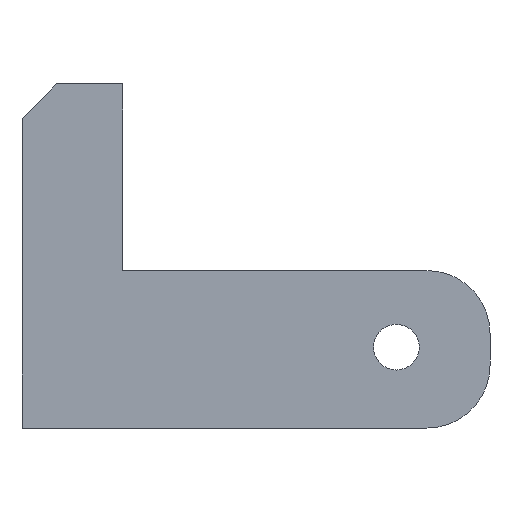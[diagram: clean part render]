
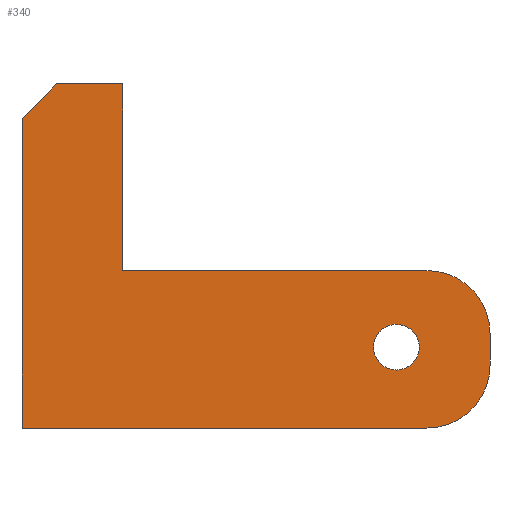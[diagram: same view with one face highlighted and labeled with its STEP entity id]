
A CAD part, left-side view. The second image highlights one B-rep face of the part: STEP entity #340.
In plain terms, the highlighted planar face has unit normal (-1, 0, 0).
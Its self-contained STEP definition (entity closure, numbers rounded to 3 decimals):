
#98=CARTESIAN_POINT('',(-2.4,686.,-83.901));
#99=VERTEX_POINT('',#98);
#106=CARTESIAN_POINT('',(-2.4,711.709,-83.901));
#107=VERTEX_POINT('',#106);
#108=CARTESIAN_POINT('',(-2.4,711.709,-83.901));
#109=DIRECTION('',(0.,-1.,0.));
#110=VECTOR('',#109,25.709);
#111=LINE('',#108,#110);
#112=EDGE_CURVE('',#107,#99,#111,.T.);
#138=CARTESIAN_POINT('',(-2.4,682.,-77.901));
#139=VERTEX_POINT('',#138);
#146=CARTESIAN_POINT('',(-2.4,682.,-79.901));
#147=VERTEX_POINT('',#146);
#148=CARTESIAN_POINT('',(-2.4,682.,-79.901));
#149=DIRECTION('',(0.,0.,1.));
#150=VECTOR('',#149,2.);
#151=LINE('',#148,#150);
#152=EDGE_CURVE('',#147,#139,#151,.T.);
#168=CARTESIAN_POINT('',(-2.4,686.,-73.901));
#169=VERTEX_POINT('',#168);
#170=CARTESIAN_POINT('',(-2.4,705.3,-73.901));
#171=VERTEX_POINT('',#170);
#172=CARTESIAN_POINT('',(-2.4,686.,-73.901));
#173=DIRECTION('',(-0.,1.,-0.));
#174=VECTOR('',#173,19.3);
#175=LINE('',#172,#174);
#176=EDGE_CURVE('',#169,#171,#175,.T.);
#217=CARTESIAN_POINT('',(-2.4,705.3,-62.052));
#218=VERTEX_POINT('',#217);
#225=CARTESIAN_POINT('',(-2.4,705.3,-73.901));
#226=DIRECTION('',(0.,0.,1.));
#227=VECTOR('',#226,11.849);
#228=LINE('',#225,#227);
#229=EDGE_CURVE('',#171,#218,#228,.T.);
#247=CARTESIAN_POINT('',(-2.4,709.509,-62.052));
#248=VERTEX_POINT('',#247);
#255=CARTESIAN_POINT('',(-2.4,705.3,-62.052));
#256=DIRECTION('',(-0.,1.,-0.));
#257=VECTOR('',#256,4.209);
#258=LINE('',#255,#257);
#259=EDGE_CURVE('',#218,#248,#258,.T.);
#270=CARTESIAN_POINT('',(-2.4,711.709,-64.252));
#271=VERTEX_POINT('',#270);
#272=CARTESIAN_POINT('',(-2.4,711.709,-83.901));
#273=DIRECTION('',(0.,0.,1.));
#274=VECTOR('',#273,19.649);
#275=LINE('',#272,#274);
#276=EDGE_CURVE('',#107,#271,#275,.T.);
#296=CARTESIAN_POINT('',(-2.4,0.,0.));
#297=DIRECTION('',(-1.,0.,0.));
#298=DIRECTION('',(0.,-1.,0.));
#299=AXIS2_PLACEMENT_3D('',#296,#297,#298);
#300=PLANE('',#299);
#301=CARTESIAN_POINT('',(-2.4,687.939,-80.214));
#302=VERTEX_POINT('',#301);
#303=CARTESIAN_POINT('',(-2.4,687.939,-78.764));
#304=DIRECTION('',(-1.,-0.,-0.));
#305=DIRECTION('',(0.,0.,-1.));
#306=AXIS2_PLACEMENT_3D('',#303,#304,#305);
#307=CIRCLE('',#306,1.45);
#308=EDGE_CURVE('',#302,#302,#307,.T.);
#309=ORIENTED_EDGE('',*,*,#308,.F.);
#310=EDGE_LOOP('',(#309));
#311=FACE_BOUND('',#310,.T.);
#312=ORIENTED_EDGE('',*,*,#259,.T.);
#313=CARTESIAN_POINT('',(-2.4,709.509,-62.052));
#314=DIRECTION('',(0.,0.707,-0.707));
#315=VECTOR('',#314,3.111);
#316=LINE('',#313,#315);
#317=EDGE_CURVE('',#248,#271,#316,.T.);
#318=ORIENTED_EDGE('',*,*,#317,.T.);
#319=ORIENTED_EDGE('',*,*,#276,.F.);
#320=ORIENTED_EDGE('',*,*,#112,.T.);
#321=CARTESIAN_POINT('',(-2.4,686.,-79.901));
#322=DIRECTION('',(-1.,-0.,-0.));
#323=DIRECTION('',(0.,0.,-1.));
#324=AXIS2_PLACEMENT_3D('',#321,#322,#323);
#325=CIRCLE('',#324,4.);
#326=EDGE_CURVE('',#99,#147,#325,.T.);
#327=ORIENTED_EDGE('',*,*,#326,.T.);
#328=ORIENTED_EDGE('',*,*,#152,.T.);
#329=CARTESIAN_POINT('',(-2.4,686.,-77.901));
#330=DIRECTION('',(-1.,-0.,-0.));
#331=DIRECTION('',(0.,0.,-1.));
#332=AXIS2_PLACEMENT_3D('',#329,#330,#331);
#333=CIRCLE('',#332,4.);
#334=EDGE_CURVE('',#139,#169,#333,.T.);
#335=ORIENTED_EDGE('',*,*,#334,.T.);
#336=ORIENTED_EDGE('',*,*,#176,.T.);
#337=ORIENTED_EDGE('',*,*,#229,.T.);
#338=EDGE_LOOP('',(#312,#318,#319,#320,#327,#328,#335,#336,#337));
#339=FACE_BOUND('',#338,.T.);
#340=ADVANCED_FACE('',(#311,#339),#300,.T.);
